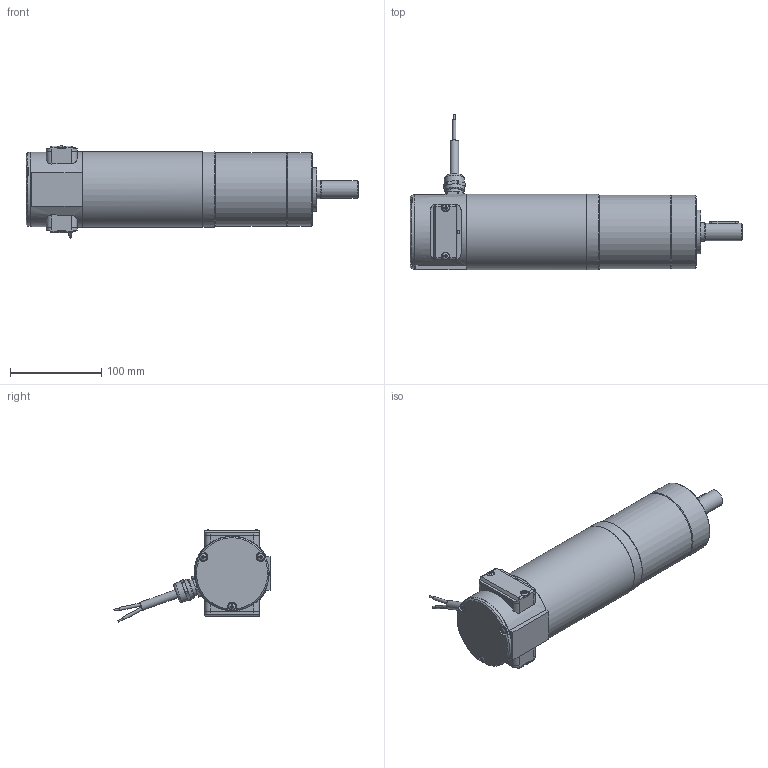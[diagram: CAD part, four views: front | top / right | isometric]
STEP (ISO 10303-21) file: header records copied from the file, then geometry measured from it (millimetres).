
FILE_DESCRIPTION (( 'STEP AP203' ), '1' );
FILE_NAME ('GNM5480E-GP80.3-3-stufig.STEP', '2019-11-21T13:59:22', ( '' ), ( '' ), 'SwSTEP 2.0', 'SolidWorks 2019', '' );
FILE_SCHEMA (( 'CONFIG_CONTROL_DESIGN' ));
Length unit declared in the file: millimetre
Products named in the file (1): GNM5480E-GP80.3-3-stufig
Bounding box: 363.02 x 170.58 x 100.61 mm (x, y, z)
Volume: 1706351.5 mm3; surface area: 109803.2 mm2
Topology: 1 solids, 1 shells, 497 faces, 1233 edges, 765 vertices
Faces by surface type: plane 308, cylinder 102, cone 55, torus 25, sphere 7
Full cylindrical faces by diameter (mm): 2 x4, 3.5 x2, 5 x5, 6.4 x1, 8 x7, 8.5 x4, 9.3 x1, 10 x4, 18.4 x1, 19 x2, 20 x2, 22 x2, 26.6 x1, 35.4 x1, 42 x1, 48 x1, 80 x2, 81 x1, 82.994 x1, 83 x1
Entity records: 14550 total; most frequent: CARTESIAN_POINT 3147, DIRECTION 2473, ORIENTED_EDGE 2208, EDGE_CURVE 1104, AXIS2_PLACEMENT_3D 978, VERTEX_POINT 726, EDGE_LOOP 616, FACE_OUTER_BOUND 556
